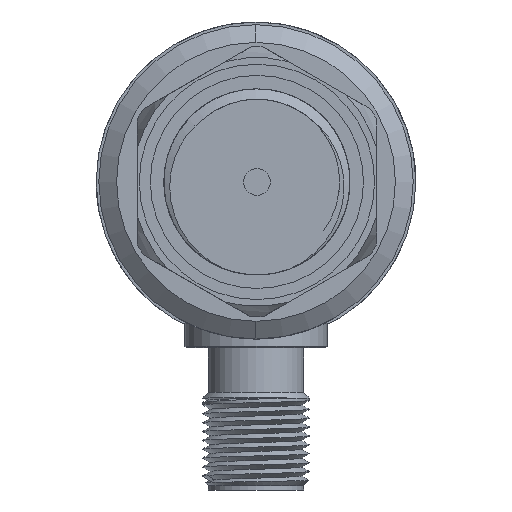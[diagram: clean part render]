
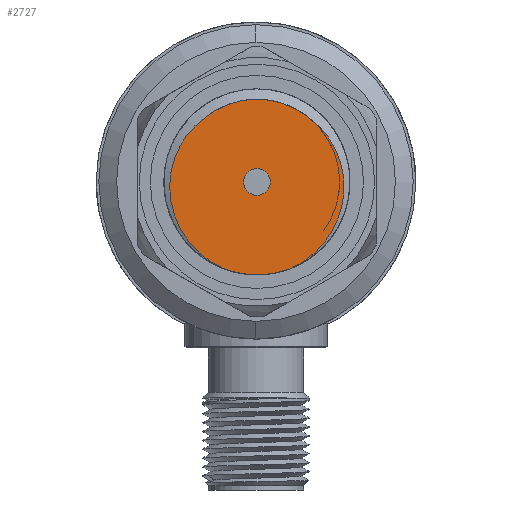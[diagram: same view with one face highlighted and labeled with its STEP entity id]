
A CAD part, left-side view. The second image highlights one B-rep face of the part: STEP entity #2727.
In plain terms, the highlighted planar face has unit normal (-1, 0, 0).
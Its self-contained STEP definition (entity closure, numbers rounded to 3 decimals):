
#634=B_SPLINE_CURVE_WITH_KNOTS('',3,(#11664,#11665,#11666,#11667,#11668,
#11669,#11670,#11671,#11672,#11673),.UNSPECIFIED.,.F.,.F.,(4,2,2,2,4),(0.,
0.25,0.5,0.75,1.),.UNSPECIFIED.);
#636=B_SPLINE_CURVE_WITH_KNOTS('',3,(#12031,#12032,#12033,#12034,#12035,
#12036,#12037,#12038,#12039,#12040),.UNSPECIFIED.,.F.,.F.,(4,2,2,2,4),(0.,
0.25,0.5,0.75,1.),.UNSPECIFIED.);
#2396=PLANE('',#8414);
#2727=ADVANCED_FACE('',(#3287,#3288),#2396,.T.);
#3287=FACE_BOUND('',#3421,.T.);
#3288=FACE_BOUND('',#3422,.T.);
#3421=EDGE_LOOP('',(#4044));
#3422=EDGE_LOOP('',(#4045,#4046,#4047,#4048));
#4044=ORIENTED_EDGE('',*,*,#7047,.F.);
#4045=ORIENTED_EDGE('',*,*,#7043,.F.);
#4046=ORIENTED_EDGE('',*,*,#7046,.T.);
#4047=ORIENTED_EDGE('',*,*,#7048,.F.);
#4048=ORIENTED_EDGE('',*,*,#7049,.T.);
#6252=VERTEX_POINT('',#11528);
#6255=VERTEX_POINT('',#11663);
#6257=VERTEX_POINT('',#12026);
#6258=VERTEX_POINT('',#12030);
#6259=VERTEX_POINT('',#12041);
#7043=EDGE_CURVE('',#6255,#6252,#634,.T.);
#7046=EDGE_CURVE('',#6255,#6257,#8157,.T.);
#7047=EDGE_CURVE('',#6258,#6258,#8158,.T.);
#7048=EDGE_CURVE('',#6259,#6257,#636,.T.);
#7049=EDGE_CURVE('',#6259,#6252,#8159,.T.);
#8157=CIRCLE('',#8410,9.316);
#8158=CIRCLE('',#8412,1.5);
#8159=CIRCLE('',#8413,10.478);
#8410=AXIS2_PLACEMENT_3D('',#12027,#9194,#9195);
#8412=AXIS2_PLACEMENT_3D('',#12029,#9198,#9199);
#8413=AXIS2_PLACEMENT_3D('',#12042,#9200,#9201);
#8414=AXIS2_PLACEMENT_3D('',#12043,#9202,#9203);
#9194=DIRECTION('',(-1.,0.,0.));
#9195=DIRECTION('',(0.,0.,-1.));
#9198=DIRECTION('',(-1.,0.,0.));
#9199=DIRECTION('',(0.,0.,1.));
#9200=DIRECTION('',(-1.,0.,0.));
#9201=DIRECTION('',(0.,0.,1.));
#9202=DIRECTION('',(-1.,0.,0.));
#9203=DIRECTION('',(0.,0.,1.));
#11528=CARTESIAN_POINT('',(-76.002,14.25,-27.839));
#11663=CARTESIAN_POINT('',(-76.002,11.963,-10.839));
#11664=CARTESIAN_POINT('',(-76.002,11.963,-10.839));
#11665=CARTESIAN_POINT('',(-76.002,10.556,-11.867));
#11666=CARTESIAN_POINT('',(-76.002,9.465,-13.279));
#11667=CARTESIAN_POINT('',(-76.002,8.152,-16.473));
#11668=CARTESIAN_POINT('',(-76.002,7.936,-18.264));
#11669=CARTESIAN_POINT('',(-76.002,8.427,-21.68));
#11670=CARTESIAN_POINT('',(-76.002,9.126,-23.319));
#11671=CARTESIAN_POINT('',(-76.002,11.25,-26.064));
#11672=CARTESIAN_POINT('',(-76.002,12.668,-27.154));
#11673=CARTESIAN_POINT('',(-76.002,14.25,-27.839));
#12026=CARTESIAN_POINT('',(-76.002,23.837,-10.839));
#12027=CARTESIAN_POINT('',(-76.002,17.9,-18.017));
#12029=CARTESIAN_POINT('',(-76.002,17.9,-18.017));
#12030=CARTESIAN_POINT('',(-76.002,17.9,-16.517));
#12031=CARTESIAN_POINT('',(-76.002,21.55,-27.839));
#12032=CARTESIAN_POINT('',(-76.002,23.128,-27.156));
#12033=CARTESIAN_POINT('',(-76.002,24.538,-26.077));
#12034=CARTESIAN_POINT('',(-76.002,26.676,-23.319));
#12035=CARTESIAN_POINT('',(-76.002,27.372,-21.681));
#12036=CARTESIAN_POINT('',(-76.002,27.863,-18.274));
#12037=CARTESIAN_POINT('',(-76.002,27.657,-16.5));
#12038=CARTESIAN_POINT('',(-76.002,26.335,-13.272));
#12039=CARTESIAN_POINT('',(-76.002,25.245,-11.868));
#12040=CARTESIAN_POINT('',(-76.002,23.837,-10.839));
#12041=CARTESIAN_POINT('',(-76.002,21.55,-27.839));
#12042=CARTESIAN_POINT('',(-76.002,17.9,-18.017));
#12043=CARTESIAN_POINT('',(-76.002,17.9,-18.017));
